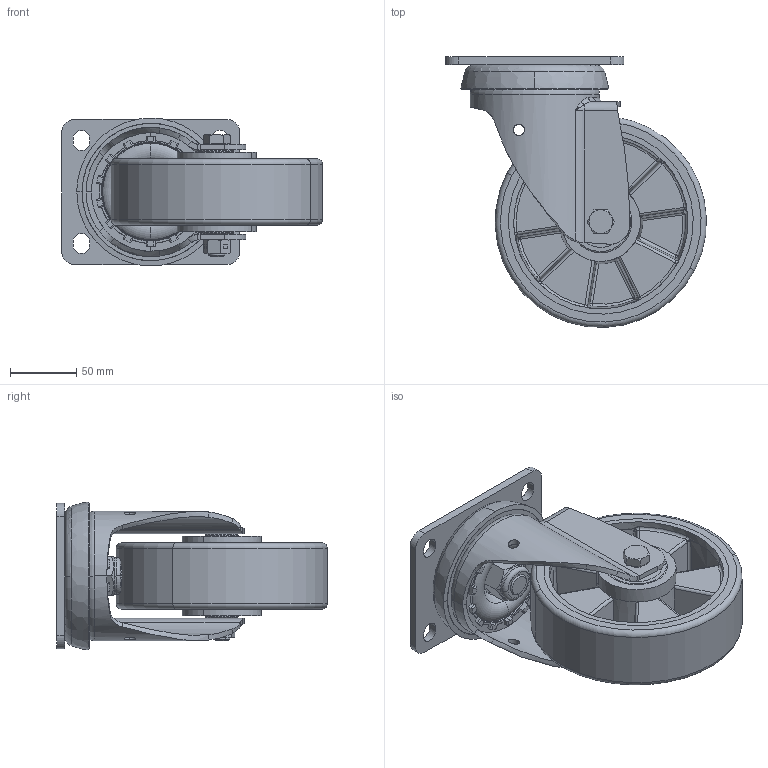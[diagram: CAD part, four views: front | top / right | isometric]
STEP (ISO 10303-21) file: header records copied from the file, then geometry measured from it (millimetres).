
FILE_DESCRIPTION (( 'STEP AP214' ), '1' );
FILE_NAME ('0047350_L-IHB-PUZA-160-K-3_(A-01).step', '2019-07-01T11:01:12', ( 'Windows-Benutzer' ), ( '' ), 'SwSTEP 2.0', 'SolidWorks 2018', '' );
FILE_SCHEMA (( 'AUTOMOTIVE_DESIGN' ));
Length unit declared in the file: millimetre
Products named in the file (1): 0047350_L-IHB-PUZA-160-K-3_(A-01)
Bounding box: 197.43 x 204.93 x 111.98 mm (x, y, z)
Volume: 969806.8 mm3; surface area: 285147 mm2
Topology: 14 solids, 14 shells, 709 faces, 1726 edges, 1066 vertices
Faces by surface type: cylinder 223, plane 207, bspline 86, cone 81, torus 80, sphere 32
Entity records: 34095 total; most frequent: CARTESIAN_POINT 10285, ORIENTED_EDGE 3452, DIRECTION 3132, EDGE_CURVE 1726, AXIS2_PLACEMENT_3D 1297, VERTEX_POINT 1066, EDGE_LOOP 770, UNCERTAINTY_MEASURE_WITH_UNIT 725
